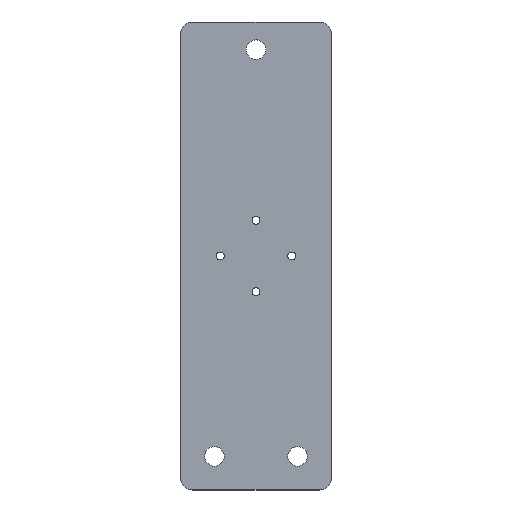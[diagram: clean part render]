
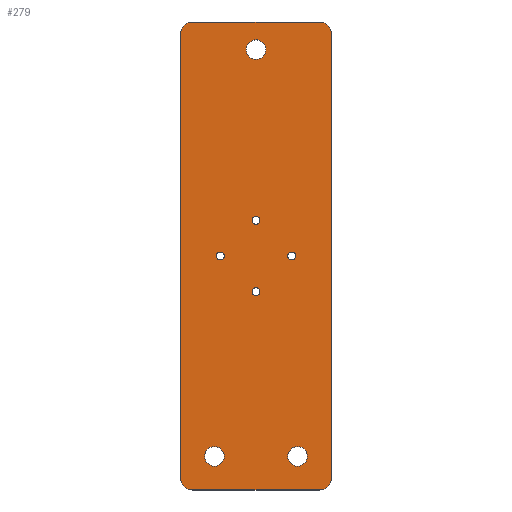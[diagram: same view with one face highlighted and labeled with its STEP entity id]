
A CAD part, top view. The second image highlights one B-rep face of the part: STEP entity #279.
In plain terms, the highlighted planar face has unit normal (0, 0, 1).
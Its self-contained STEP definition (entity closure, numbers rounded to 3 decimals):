
#62=CARTESIAN_POINT('Vertex',(-3.324,30.,25.)) ;
#76=CARTESIAN_POINT('Vertex',(3.324,30.,25.)) ;
#79=CARTESIAN_POINT('Axis2P3D Location',(0.,30.,25.)) ;
#91=CARTESIAN_POINT('Axis2P3D Location',(0.,0.,25.)) ;
#96=CARTESIAN_POINT('Line Origine',(63.25,0.,25.)) ;
#100=CARTESIAN_POINT('Vertex',(63.25,-186.75,25.)) ;
#102=CARTESIAN_POINT('Vertex',(63.25,186.75,25.)) ;
#105=CARTESIAN_POINT('Axis2P3D Location',(53.25,186.75,25.)) ;
#109=CARTESIAN_POINT('Vertex',(53.25,196.75,25.)) ;
#112=CARTESIAN_POINT('Line Origine',(0.,196.75,25.)) ;
#116=CARTESIAN_POINT('Vertex',(-53.25,196.75,25.)) ;
#119=CARTESIAN_POINT('Axis2P3D Location',(-53.25,186.75,25.)) ;
#123=CARTESIAN_POINT('Vertex',(-63.25,186.75,25.)) ;
#126=CARTESIAN_POINT('Line Origine',(-63.25,0.,25.)) ;
#130=CARTESIAN_POINT('Vertex',(-63.25,-186.75,25.)) ;
#133=CARTESIAN_POINT('Axis2P3D Location',(-53.25,-186.75,25.)) ;
#137=CARTESIAN_POINT('Vertex',(-53.25,-196.75,25.)) ;
#140=CARTESIAN_POINT('Line Origine',(0.,-196.75,25.)) ;
#144=CARTESIAN_POINT('Vertex',(53.25,-196.75,25.)) ;
#147=CARTESIAN_POINT('Axis2P3D Location',(53.25,-186.75,25.)) ;
#162=CARTESIAN_POINT('Axis2P3D Location',(0.,30.,25.)) ;
#171=CARTESIAN_POINT('Axis2P3D Location',(0.,173.5,25.)) ;
#175=CARTESIAN_POINT('Vertex',(-8.25,173.5,25.)) ;
#177=CARTESIAN_POINT('Vertex',(8.25,173.5,25.)) ;
#180=CARTESIAN_POINT('Axis2P3D Location',(0.,173.5,25.)) ;
#189=CARTESIAN_POINT('Axis2P3D Location',(35.,-168.5,25.)) ;
#193=CARTESIAN_POINT('Vertex',(43.25,-168.5,25.)) ;
#195=CARTESIAN_POINT('Vertex',(26.75,-168.5,25.)) ;
#198=CARTESIAN_POINT('Axis2P3D Location',(35.,-168.5,25.)) ;
#207=CARTESIAN_POINT('Axis2P3D Location',(-35.,-168.5,25.)) ;
#211=CARTESIAN_POINT('Vertex',(-26.75,-168.5,25.)) ;
#213=CARTESIAN_POINT('Vertex',(-43.25,-168.5,25.)) ;
#216=CARTESIAN_POINT('Axis2P3D Location',(-35.,-168.5,25.)) ;
#225=CARTESIAN_POINT('Axis2P3D Location',(-30.,0.,25.)) ;
#229=CARTESIAN_POINT('Vertex',(-30.,3.324,25.)) ;
#231=CARTESIAN_POINT('Vertex',(-30.,-3.324,25.)) ;
#234=CARTESIAN_POINT('Axis2P3D Location',(-30.,0.,25.)) ;
#243=CARTESIAN_POINT('Axis2P3D Location',(0.,-30.,25.)) ;
#247=CARTESIAN_POINT('Vertex',(-3.324,-30.,25.)) ;
#249=CARTESIAN_POINT('Vertex',(3.324,-30.,25.)) ;
#252=CARTESIAN_POINT('Axis2P3D Location',(0.,-30.,25.)) ;
#261=CARTESIAN_POINT('Axis2P3D Location',(30.,0.,25.)) ;
#265=CARTESIAN_POINT('Vertex',(30.,-3.324,25.)) ;
#267=CARTESIAN_POINT('Vertex',(30.,3.324,25.)) ;
#270=CARTESIAN_POINT('Axis2P3D Location',(30.,0.,25.)) ;
#80=DIRECTION('Axis2P3D Direction',(0.,-0.,-1.)) ;
#92=DIRECTION('Axis2P3D Direction',(0.,0.,1.)) ;
#93=DIRECTION('Axis2P3D XDirection',(1.,0.,0.)) ;
#97=DIRECTION('Vector Direction',(0.,-1.,0.)) ;
#106=DIRECTION('Axis2P3D Direction',(0.,0.,1.)) ;
#113=DIRECTION('Vector Direction',(1.,0.,0.)) ;
#120=DIRECTION('Axis2P3D Direction',(0.,0.,1.)) ;
#127=DIRECTION('Vector Direction',(0.,1.,0.)) ;
#134=DIRECTION('Axis2P3D Direction',(0.,0.,1.)) ;
#141=DIRECTION('Vector Direction',(-1.,0.,0.)) ;
#148=DIRECTION('Axis2P3D Direction',(0.,0.,1.)) ;
#163=DIRECTION('Axis2P3D Direction',(0.,0.,1.)) ;
#172=DIRECTION('Axis2P3D Direction',(0.,0.,1.)) ;
#181=DIRECTION('Axis2P3D Direction',(0.,0.,1.)) ;
#190=DIRECTION('Axis2P3D Direction',(0.,0.,1.)) ;
#199=DIRECTION('Axis2P3D Direction',(0.,0.,1.)) ;
#208=DIRECTION('Axis2P3D Direction',(0.,0.,1.)) ;
#217=DIRECTION('Axis2P3D Direction',(0.,0.,1.)) ;
#226=DIRECTION('Axis2P3D Direction',(0.,0.,1.)) ;
#235=DIRECTION('Axis2P3D Direction',(0.,0.,1.)) ;
#244=DIRECTION('Axis2P3D Direction',(0.,0.,1.)) ;
#253=DIRECTION('Axis2P3D Direction',(0.,0.,1.)) ;
#262=DIRECTION('Axis2P3D Direction',(0.,0.,1.)) ;
#271=DIRECTION('Axis2P3D Direction',(0.,0.,1.)) ;
#81=AXIS2_PLACEMENT_3D('Circle Axis2P3D',#79,#80,$) ;
#94=AXIS2_PLACEMENT_3D('Plane Axis2P3D',#91,#92,#93) ;
#107=AXIS2_PLACEMENT_3D('Circle Axis2P3D',#105,#106,$) ;
#121=AXIS2_PLACEMENT_3D('Circle Axis2P3D',#119,#120,$) ;
#135=AXIS2_PLACEMENT_3D('Circle Axis2P3D',#133,#134,$) ;
#149=AXIS2_PLACEMENT_3D('Circle Axis2P3D',#147,#148,$) ;
#164=AXIS2_PLACEMENT_3D('Circle Axis2P3D',#162,#163,$) ;
#173=AXIS2_PLACEMENT_3D('Circle Axis2P3D',#171,#172,$) ;
#182=AXIS2_PLACEMENT_3D('Circle Axis2P3D',#180,#181,$) ;
#191=AXIS2_PLACEMENT_3D('Circle Axis2P3D',#189,#190,$) ;
#200=AXIS2_PLACEMENT_3D('Circle Axis2P3D',#198,#199,$) ;
#209=AXIS2_PLACEMENT_3D('Circle Axis2P3D',#207,#208,$) ;
#218=AXIS2_PLACEMENT_3D('Circle Axis2P3D',#216,#217,$) ;
#227=AXIS2_PLACEMENT_3D('Circle Axis2P3D',#225,#226,$) ;
#236=AXIS2_PLACEMENT_3D('Circle Axis2P3D',#234,#235,$) ;
#245=AXIS2_PLACEMENT_3D('Circle Axis2P3D',#243,#244,$) ;
#254=AXIS2_PLACEMENT_3D('Circle Axis2P3D',#252,#253,$) ;
#263=AXIS2_PLACEMENT_3D('Circle Axis2P3D',#261,#262,$) ;
#272=AXIS2_PLACEMENT_3D('Circle Axis2P3D',#270,#271,$) ;
#153=ORIENTED_EDGE('',*,*,#104,.T.) ;
#154=ORIENTED_EDGE('',*,*,#111,.F.) ;
#155=ORIENTED_EDGE('',*,*,#118,.T.) ;
#156=ORIENTED_EDGE('',*,*,#125,.F.) ;
#157=ORIENTED_EDGE('',*,*,#132,.T.) ;
#158=ORIENTED_EDGE('',*,*,#139,.F.) ;
#159=ORIENTED_EDGE('',*,*,#146,.T.) ;
#160=ORIENTED_EDGE('',*,*,#151,.F.) ;
#168=ORIENTED_EDGE('',*,*,#166,.F.) ;
#169=ORIENTED_EDGE('',*,*,#83,.F.) ;
#186=ORIENTED_EDGE('',*,*,#179,.F.) ;
#187=ORIENTED_EDGE('',*,*,#184,.F.) ;
#204=ORIENTED_EDGE('',*,*,#197,.F.) ;
#205=ORIENTED_EDGE('',*,*,#202,.F.) ;
#222=ORIENTED_EDGE('',*,*,#215,.F.) ;
#223=ORIENTED_EDGE('',*,*,#220,.F.) ;
#240=ORIENTED_EDGE('',*,*,#233,.F.) ;
#241=ORIENTED_EDGE('',*,*,#238,.F.) ;
#258=ORIENTED_EDGE('',*,*,#251,.F.) ;
#259=ORIENTED_EDGE('',*,*,#256,.F.) ;
#276=ORIENTED_EDGE('',*,*,#269,.F.) ;
#277=ORIENTED_EDGE('',*,*,#274,.F.) ;
#170=FACE_BOUND('',#167,.T.) ;
#188=FACE_BOUND('',#185,.T.) ;
#206=FACE_BOUND('',#203,.T.) ;
#224=FACE_BOUND('',#221,.T.) ;
#242=FACE_BOUND('',#239,.T.) ;
#260=FACE_BOUND('',#257,.T.) ;
#278=FACE_BOUND('',#275,.T.) ;
#98=VECTOR('Line Direction',#97,1.) ;
#114=VECTOR('Line Direction',#113,1.) ;
#128=VECTOR('Line Direction',#127,1.) ;
#142=VECTOR('Line Direction',#141,1.) ;
#279=ADVANCED_FACE('PartBody',(#161,#170,#188,#206,#224,#242,#260,#278),#95,.T.) ;
#82=CIRCLE('generated circle',#81,3.324) ;
#108=CIRCLE('generated circle',#107,10.) ;
#122=CIRCLE('generated circle',#121,10.) ;
#136=CIRCLE('generated circle',#135,10.) ;
#150=CIRCLE('generated circle',#149,10.) ;
#165=CIRCLE('generated circle',#164,3.324) ;
#174=CIRCLE('generated circle',#173,8.25) ;
#183=CIRCLE('generated circle',#182,8.25) ;
#192=CIRCLE('generated circle',#191,8.25) ;
#201=CIRCLE('generated circle',#200,8.25) ;
#210=CIRCLE('generated circle',#209,8.25) ;
#219=CIRCLE('generated circle',#218,8.25) ;
#228=CIRCLE('generated circle',#227,3.324) ;
#237=CIRCLE('generated circle',#236,3.324) ;
#246=CIRCLE('generated circle',#245,3.324) ;
#255=CIRCLE('generated circle',#254,3.324) ;
#264=CIRCLE('generated circle',#263,3.324) ;
#273=CIRCLE('generated circle',#272,3.324) ;
#83=EDGE_CURVE('',#77,#63,#82,.F.) ;
#104=EDGE_CURVE('',#101,#103,#99,.F.) ;
#111=EDGE_CURVE('',#110,#103,#108,.F.) ;
#118=EDGE_CURVE('',#110,#117,#115,.F.) ;
#125=EDGE_CURVE('',#124,#117,#122,.F.) ;
#132=EDGE_CURVE('',#124,#131,#129,.F.) ;
#139=EDGE_CURVE('',#138,#131,#136,.F.) ;
#146=EDGE_CURVE('',#138,#145,#143,.F.) ;
#151=EDGE_CURVE('',#101,#145,#150,.F.) ;
#166=EDGE_CURVE('',#63,#77,#165,.T.) ;
#179=EDGE_CURVE('',#176,#178,#174,.T.) ;
#184=EDGE_CURVE('',#178,#176,#183,.T.) ;
#197=EDGE_CURVE('',#194,#196,#192,.T.) ;
#202=EDGE_CURVE('',#196,#194,#201,.T.) ;
#215=EDGE_CURVE('',#212,#214,#210,.T.) ;
#220=EDGE_CURVE('',#214,#212,#219,.T.) ;
#233=EDGE_CURVE('',#230,#232,#228,.T.) ;
#238=EDGE_CURVE('',#232,#230,#237,.T.) ;
#251=EDGE_CURVE('',#248,#250,#246,.T.) ;
#256=EDGE_CURVE('',#250,#248,#255,.T.) ;
#269=EDGE_CURVE('',#266,#268,#264,.T.) ;
#274=EDGE_CURVE('',#268,#266,#273,.T.) ;
#152=EDGE_LOOP('',(#153,#154,#155,#156,#157,#158,#159,#160)) ;
#167=EDGE_LOOP('',(#168,#169)) ;
#185=EDGE_LOOP('',(#186,#187)) ;
#203=EDGE_LOOP('',(#204,#205)) ;
#221=EDGE_LOOP('',(#222,#223)) ;
#239=EDGE_LOOP('',(#240,#241)) ;
#257=EDGE_LOOP('',(#258,#259)) ;
#275=EDGE_LOOP('',(#276,#277)) ;
#161=FACE_OUTER_BOUND('',#152,.T.) ;
#99=LINE('Line',#96,#98) ;
#115=LINE('Line',#112,#114) ;
#129=LINE('Line',#126,#128) ;
#143=LINE('Line',#140,#142) ;
#95=PLANE('',#94) ;
#63=VERTEX_POINT('',#62) ;
#77=VERTEX_POINT('',#76) ;
#101=VERTEX_POINT('',#100) ;
#103=VERTEX_POINT('',#102) ;
#110=VERTEX_POINT('',#109) ;
#117=VERTEX_POINT('',#116) ;
#124=VERTEX_POINT('',#123) ;
#131=VERTEX_POINT('',#130) ;
#138=VERTEX_POINT('',#137) ;
#145=VERTEX_POINT('',#144) ;
#176=VERTEX_POINT('',#175) ;
#178=VERTEX_POINT('',#177) ;
#194=VERTEX_POINT('',#193) ;
#196=VERTEX_POINT('',#195) ;
#212=VERTEX_POINT('',#211) ;
#214=VERTEX_POINT('',#213) ;
#230=VERTEX_POINT('',#229) ;
#232=VERTEX_POINT('',#231) ;
#248=VERTEX_POINT('',#247) ;
#250=VERTEX_POINT('',#249) ;
#266=VERTEX_POINT('',#265) ;
#268=VERTEX_POINT('',#267) ;
